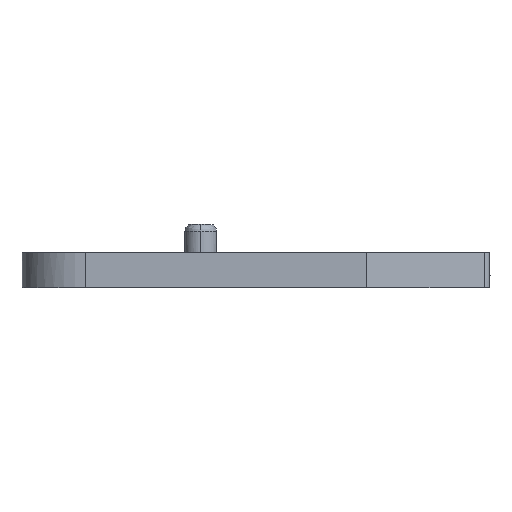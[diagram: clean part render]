
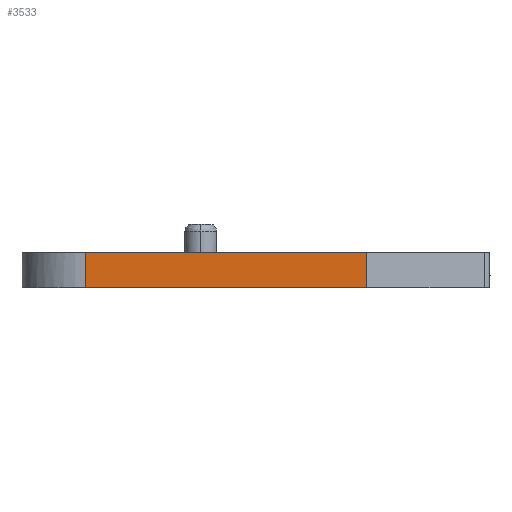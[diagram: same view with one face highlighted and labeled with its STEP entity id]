
A CAD part, left-side view. The second image highlights one B-rep face of the part: STEP entity #3533.
In plain terms, the highlighted planar face has unit normal (-1, 0, 0).
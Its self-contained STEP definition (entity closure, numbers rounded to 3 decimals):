
#242 = LINE ( 'NONE', #3278, #2927 ) ;
#290 = CARTESIAN_POINT ( 'NONE',  ( -28.85, 9.448, -0.2 ) ) ;
#322 = LINE ( 'NONE', #740, #1371 ) ;
#490 = EDGE_CURVE ( 'NONE', #2793, #1537, #2751, .T. ) ;
#518 = ORIENTED_EDGE ( 'NONE', *, *, #490, .F. ) ;
#617 = DIRECTION ( 'NONE',  ( 0., -1., 0. ) ) ;
#727 = DIRECTION ( 'NONE',  ( 1., 0., 0. ) ) ;
#740 = CARTESIAN_POINT ( 'NONE',  ( -28.85, 8.99, -0.2 ) ) ;
#743 = ORIENTED_EDGE ( 'NONE', *, *, #1873, .F. ) ;
#1156 = LINE ( 'NONE', #2378, #1608 ) ;
#1172 = VECTOR ( 'NONE', #2382, 1000. ) ;
#1228 = DIRECTION ( 'NONE',  ( 0., 0., -1. ) ) ;
#1234 = CARTESIAN_POINT ( 'NONE',  ( -28.85, -8.145, 2. ) ) ;
#1371 = VECTOR ( 'NONE', #2760, 1000. ) ;
#1401 = AXIS2_PLACEMENT_3D ( 'NONE', #2221, #727, #2181 ) ;
#1516 = ORIENTED_EDGE ( 'NONE', *, *, #3552, .F. ) ;
#1537 = VERTEX_POINT ( 'NONE', #2692 ) ;
#1608 = VECTOR ( 'NONE', #1228, 1000. ) ;
#1744 = CARTESIAN_POINT ( 'NONE',  ( -28.85, 9.448, -0.2 ) ) ;
#1866 = EDGE_LOOP ( 'NONE', ( #518, #1516, #743, #2798 ) ) ;
#1873 = EDGE_CURVE ( 'NONE', #2936, #2346, #1156, .T. ) ;
#1944 = EDGE_CURVE ( 'NONE', #1537, #2936, #242, .T. ) ;
#2166 = PLANE ( 'NONE',  #1401 ) ;
#2181 = DIRECTION ( 'NONE',  ( 0., 1., 0. ) ) ;
#2221 = CARTESIAN_POINT ( 'NONE',  ( -28.85, -7.969, -0.2 ) ) ;
#2346 = VERTEX_POINT ( 'NONE', #3307 ) ;
#2378 = CARTESIAN_POINT ( 'NONE',  ( -28.85, -8.145, -0.2 ) ) ;
#2382 = DIRECTION ( 'NONE',  ( 0., 0., 1. ) ) ;
#2692 = CARTESIAN_POINT ( 'NONE',  ( -28.85, 9.448, 2. ) ) ;
#2751 = LINE ( 'NONE', #290, #1172 ) ;
#2760 = DIRECTION ( 'NONE',  ( 0., 1., 0. ) ) ;
#2793 = VERTEX_POINT ( 'NONE', #1744 ) ;
#2798 = ORIENTED_EDGE ( 'NONE', *, *, #1944, .F. ) ;
#2927 = VECTOR ( 'NONE', #617, 1000. ) ;
#2936 = VERTEX_POINT ( 'NONE', #1234 ) ;
#3278 = CARTESIAN_POINT ( 'NONE',  ( -28.85, -7.969, 2. ) ) ;
#3307 = CARTESIAN_POINT ( 'NONE',  ( -28.85, -8.145, -0.2 ) ) ;
#3533 = ADVANCED_FACE ( 'NONE', ( #3696 ), #2166, .F. ) ;
#3552 = EDGE_CURVE ( 'NONE', #2346, #2793, #322, .T. ) ;
#3696 = FACE_OUTER_BOUND ( 'NONE', #1866, .T. ) ;
